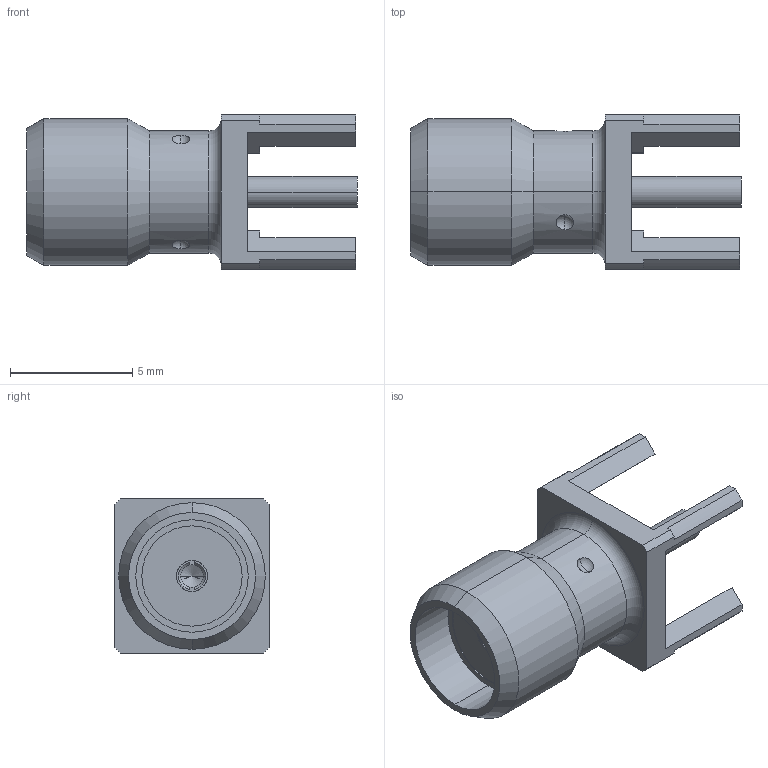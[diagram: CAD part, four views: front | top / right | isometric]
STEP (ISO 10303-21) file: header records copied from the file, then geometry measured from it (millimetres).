
FILE_DESCRIPTION (( 'STEP AP214' ), '1' );
FILE_NAME ('ÔÈÌÄ.434523.024-01 Ðîçåòêà äëÿ ìîíòàæà â îòâåðñòèÿ ïëàòû ïðÿìàÿ.STEP', '2024-07-29T02:46:25', ( '' ), ( '' ), 'SwSTEP 2.0', 'SolidWorks 2018', '' );
FILE_SCHEMA (( 'AUTOMOTIVE_DESIGN' ));
Length unit declared in the file: millimetre
Products named in the file (2): ÔÈÌÄ.434523.024-01 Ðîçåòêà äëÿ ìîíòàæà â îòâåðñòèÿ ïëàòû ïðÿìàÿ; Äåòàëü5^ÔÈÌÄ.434523.024 Ðîçåòêà äëÿ ìîíòàæà â îòâåðñòèÿ ïëàòû ïðÿìàÿ
Assembly tree (1 placements, depth 2):
  ÔÈÌÄ.434523.024-01 Ðîçåòêà äëÿ ìîíòàæà â îòâåðñòèÿ ïëàòû ïðÿìàÿ
    Äåòàëü5^ÔÈÌÄ.434523.024 Ðîçåòêà äëÿ ìîíòàæà â îòâåðñòèÿ ïëàòû ïðÿìàÿ
Bounding box: 13.51 x 6.31 x 6.31 mm (x, y, z)
Volume: 225.7 mm3; surface area: 373.7 mm2
Topology: 1 solids, 1 shells, 88 faces, 226 edges, 147 vertices
Faces by surface type: plane 39, cylinder 32, cone 9, sphere 6, torus 2
Entity records: 2791 total; most frequent: CARTESIAN_POINT 529, DIRECTION 485, ORIENTED_EDGE 448, EDGE_CURVE 224, AXIS2_PLACEMENT_3D 179, VERTEX_POINT 147, VECTOR 127, LINE 127
